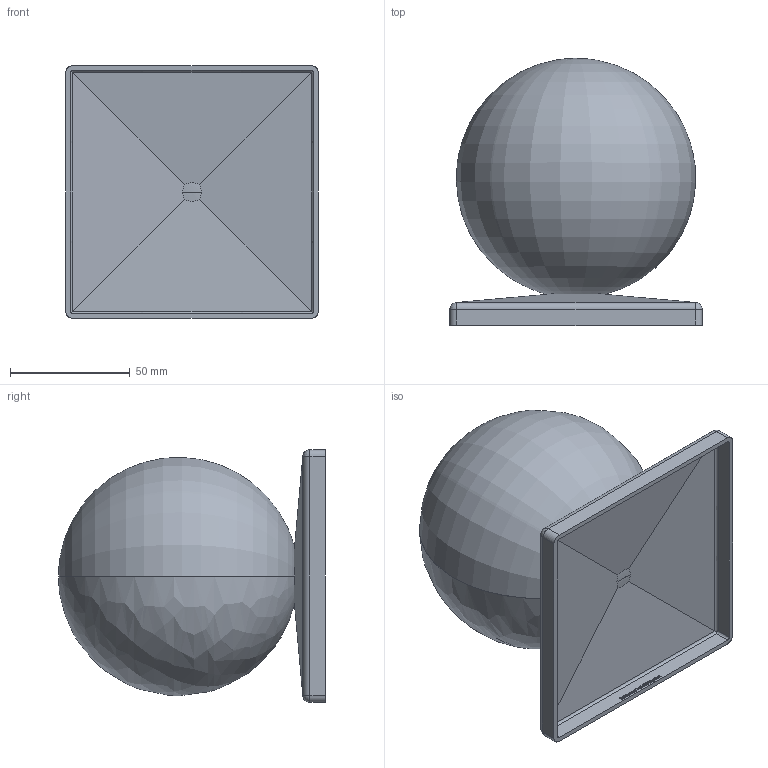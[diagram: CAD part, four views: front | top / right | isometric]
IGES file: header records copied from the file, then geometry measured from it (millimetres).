
Start section: SolidWorks IGES file using analytic representation for surfaces
Global section: file name: 165-100-K.igs; native system: SolidWorks 2015; preprocessor: SolidWorks 2015; author: Christian; date: 190904.082041; units: millimetre
Bounding box: 105.5 x 111.5 x 105.5 mm (x, y, z)
Surface area: 88036.2 mm2 (no closed solid volume)
Topology: 0 solids, 0 shells, 344 faces, 3680 edges, 3674 vertices
Faces by surface type: bspline 306, revolution 38
